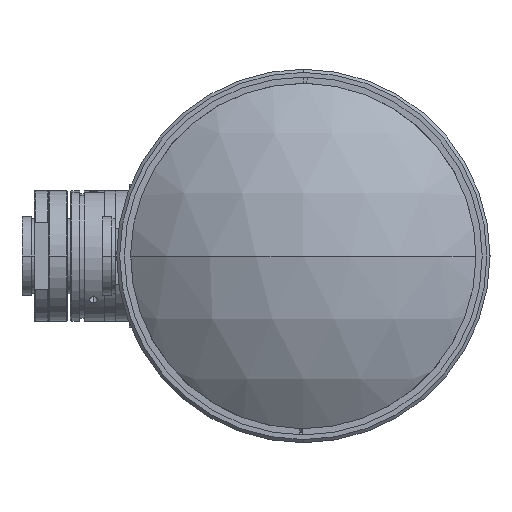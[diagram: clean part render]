
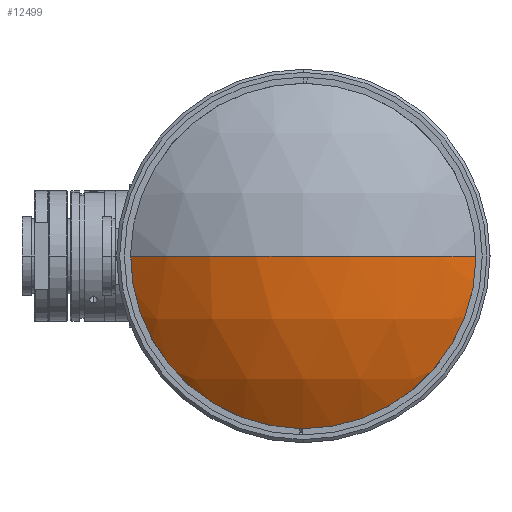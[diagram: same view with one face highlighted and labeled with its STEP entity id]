
A CAD part, left-side view. The second image highlights one B-rep face of the part: STEP entity #12499.
In plain terms, the highlighted spherical face has radius 88.646 mm.
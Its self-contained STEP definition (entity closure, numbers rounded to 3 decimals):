
#822 = EDGE_CURVE ( 'NONE', #17268, #11436, #11468, .T. ) ;
#1024 = DIRECTION ( 'NONE',  ( 1., 0., 0. ) ) ;
#2527 = DIRECTION ( 'NONE',  ( 0., 0., -1. ) ) ;
#2833 = CARTESIAN_POINT ( 'NONE',  ( 88.646, 0., 0. ) ) ;
#3829 = EDGE_CURVE ( 'NONE', #10792, #11436, #8914, .T. ) ;
#3981 = AXIS2_PLACEMENT_3D ( 'NONE', #17262, #2527, #5686 ) ;
#5244 = AXIS2_PLACEMENT_3D ( 'NONE', #2833, #7734, #1024 ) ;
#5686 = DIRECTION ( 'NONE',  ( 0., 1., 0. ) ) ;
#6068 = CARTESIAN_POINT ( 'NONE',  ( 0., 0., 0. ) ) ;
#6435 = DIRECTION ( 'NONE',  ( 0., 0., 1. ) ) ;
#7424 = EDGE_CURVE ( 'NONE', #17268, #10792, #8752, .T. ) ;
#7498 = EDGE_LOOP ( 'NONE', ( #9446, #7887, #11025 ) ) ;
#7734 = DIRECTION ( 'NONE',  ( 0., 0., 1. ) ) ;
#7887 = ORIENTED_EDGE ( 'NONE', *, *, #3829, .T. ) ;
#8752 = CIRCLE ( 'NONE', #16272, 56.5 ) ;
#8914 = CIRCLE ( 'NONE', #3981, 88.646 ) ;
#8966 = SPHERICAL_SURFACE ( 'NONE', #15896, 88.646 ) ;
#8996 = CARTESIAN_POINT ( 'NONE',  ( 20.339, 56.5, 0. ) ) ;
#9115 = CARTESIAN_POINT ( 'NONE',  ( 20.339, -56.5, 0. ) ) ;
#9446 = ORIENTED_EDGE ( 'NONE', *, *, #7424, .T. ) ;
#10792 = VERTEX_POINT ( 'NONE', #9115 ) ;
#11025 = ORIENTED_EDGE ( 'NONE', *, *, #822, .F. ) ;
#11155 = DIRECTION ( 'NONE',  ( 0., 1., 0. ) ) ;
#11436 = VERTEX_POINT ( 'NONE', #6068 ) ;
#11468 = CIRCLE ( 'NONE', #5244, 88.646 ) ;
#12499 = ADVANCED_FACE ( 'NONE', ( #13346 ), #8966, .T. ) ;
#13346 = FACE_OUTER_BOUND ( 'NONE', #7498, .T. ) ;
#14469 = DIRECTION ( 'NONE',  ( 0., 0., -1. ) ) ;
#15896 = AXIS2_PLACEMENT_3D ( 'NONE', #20959, #14469, #11155 ) ;
#16272 = AXIS2_PLACEMENT_3D ( 'NONE', #19757, #19560, #6435 ) ;
#17262 = CARTESIAN_POINT ( 'NONE',  ( 88.646, 0., 0. ) ) ;
#17268 = VERTEX_POINT ( 'NONE', #8996 ) ;
#19560 = DIRECTION ( 'NONE',  ( -1., 0., 0. ) ) ;
#19757 = CARTESIAN_POINT ( 'NONE',  ( 20.339, 0., 0. ) ) ;
#20959 = CARTESIAN_POINT ( 'NONE',  ( 88.646, 0., 0. ) ) ;
